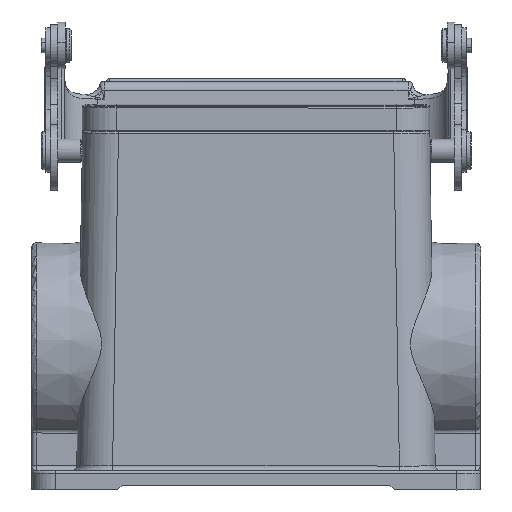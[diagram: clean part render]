
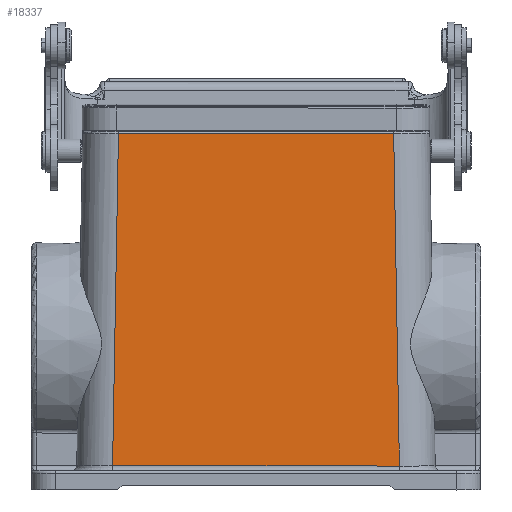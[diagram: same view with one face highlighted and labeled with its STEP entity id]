
A CAD part, top view. The second image highlights one B-rep face of the part: STEP entity #18337.
In plain terms, the highlighted planar face has unit normal (0, 0.009, 1).
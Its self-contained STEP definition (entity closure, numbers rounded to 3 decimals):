
#2104=DIRECTION('',(0.017,-1.,0.009));
#2105=VECTOR('',#2104,69.547);
#2106=CARTESIAN_POINT('',(75.819,51.278,0.004));
#2107=LINE('',#2106,#2105);
#2108=DIRECTION('',(0.018,1.,-0.009));
#2109=VECTOR('',#2108,69.547);
#2110=CARTESIAN_POINT('',(16.964,-18.238,
0.611));
#2111=LINE('',#2110,#2109);
#4566=DIRECTION('',(-1.,0.,0.));
#4567=VECTOR('',#4566,57.619);
#4568=CARTESIAN_POINT('',(75.819,51.278,0.004));
#4569=LINE('',#4568,#4567);
#5467=DIRECTION('',(1.,0.,0.));
#5468=VECTOR('',#5467,60.047);
#5469=CARTESIAN_POINT('',(16.964,-18.238,
0.611));
#5470=LINE('',#5469,#5468);
#13940=CARTESIAN_POINT('',(16.964,-18.238,
0.611));
#13941=CARTESIAN_POINT('',(18.199,51.295,
0.004));
#13942=VERTEX_POINT('',#13940);
#13943=VERTEX_POINT('',#13941);
#13947=CARTESIAN_POINT('',(75.819,51.278,
0.004));
#13948=CARTESIAN_POINT('',(77.011,-18.257,
0.611));
#13949=VERTEX_POINT('',#13947);
#13950=VERTEX_POINT('',#13948);
#18323=CARTESIAN_POINT('',(46.998,16.519,
0.308));
#18324=DIRECTION('',(0.,0.009,1.));
#18325=DIRECTION('',(0.,-1.,0.009));
#18326=AXIS2_PLACEMENT_3D('',#18323,#18324,#18325);
#18327=PLANE('',#18326);
#18329=ORIENTED_EDGE('',*,*,#18328,.T.);
#18331=ORIENTED_EDGE('',*,*,#18330,.F.);
#18332=ORIENTED_EDGE('',*,*,#18309,.T.);
#18334=ORIENTED_EDGE('',*,*,#18333,.F.);
#18335=EDGE_LOOP('',(#18329,#18331,#18332,#18334));
#18336=FACE_OUTER_BOUND('',#18335,.F.);
#18309=EDGE_CURVE('',#13942,#13943,#2111,.T.);
#18328=EDGE_CURVE('',#13949,#13950,#2107,.T.);
#18330=EDGE_CURVE('',#13942,#13950,#5470,.T.);
#18333=EDGE_CURVE('',#13949,#13943,#4569,.T.);
#18337=ADVANCED_FACE('',(#18336),#18327,.T.);
